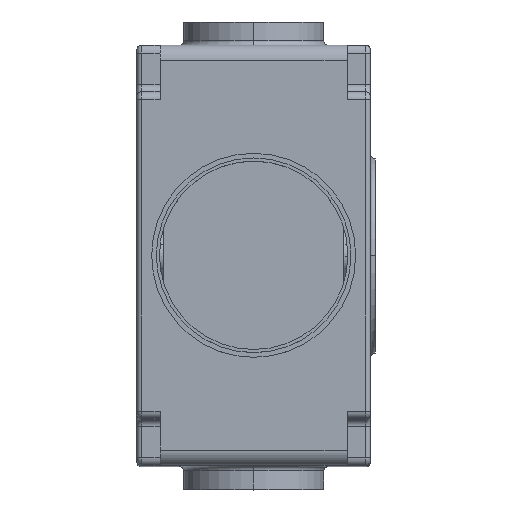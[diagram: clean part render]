
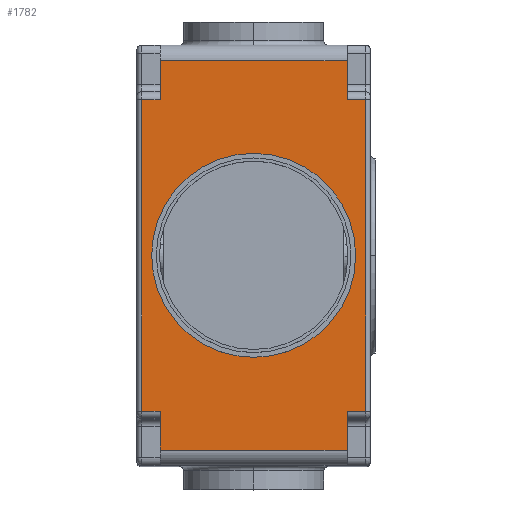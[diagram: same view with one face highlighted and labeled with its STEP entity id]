
A CAD part, top view. The second image highlights one B-rep face of the part: STEP entity #1782.
In plain terms, the highlighted planar face has unit normal (0, 0, 1).
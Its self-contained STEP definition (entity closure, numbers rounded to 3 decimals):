
#1724 = ORIENTED_EDGE ( 'NONE', *, *, #1725, .T. ) ;
#1725 = EDGE_CURVE ( 'NONE', #1805, #1726, #5098, .T. ) ;
#1726 = VERTEX_POINT ( 'NONE', #5094 ) ;
#1727 = ORIENTED_EDGE ( 'NONE', *, *, #1728, .T. ) ;
#1728 = EDGE_CURVE ( 'NONE', #1784, #1785, #5093, .T. ) ;
#1729 = EDGE_CURVE ( 'NONE', #2086, #2089, #5089, .T. ) ;
#1731 = ORIENTED_EDGE ( 'NONE', *, *, #1729, .T. ) ;
#1765 = EDGE_CURVE ( 'NONE', #1784, #1834, #5193, .T. ) ;
#1766 = ORIENTED_EDGE ( 'NONE', *, *, #1842, .T. ) ;
#1769 = ORIENTED_EDGE ( 'NONE', *, *, #1765, .F. ) ;
#1775 = EDGE_LOOP ( 'NONE', ( #1727, #1786, #1788, #1807, #1799, #1803, #1724, #1776, #1797, #1781, #1766, #1769 ) ) ;
#1776 = ORIENTED_EDGE ( 'NONE', *, *, #1795, .T. ) ;
#1778 = EDGE_CURVE ( 'NONE', #1785, #1779, #5179, .T. ) ;
#1779 = VERTEX_POINT ( 'NONE', #5175 ) ;
#1780 = VERTEX_POINT ( 'NONE', #5174 ) ;
#1781 = ORIENTED_EDGE ( 'NONE', *, *, #1851, .F. ) ;
#1782 = ADVANCED_FACE ( 'NONE', ( #5173, #5172 ), #5170, .F. ) ;
#1783 = EDGE_LOOP ( 'NONE', ( #1808, #1731 ) ) ;
#1784 = VERTEX_POINT ( 'NONE', #5230 ) ;
#1785 = VERTEX_POINT ( 'NONE', #5229 ) ;
#1786 = ORIENTED_EDGE ( 'NONE', *, *, #1778, .T. ) ;
#1788 = ORIENTED_EDGE ( 'NONE', *, *, #1789, .T. ) ;
#1789 = EDGE_CURVE ( 'NONE', #1779, #1806, #5224, .T. ) ;
#1791 = EDGE_CURVE ( 'NONE', #1792, #1806, #5216, .T. ) ;
#1792 = VERTEX_POINT ( 'NONE', #5212 ) ;
#1795 = EDGE_CURVE ( 'NONE', #1726, #1796, #5206, .T. ) ;
#1796 = VERTEX_POINT ( 'NONE', #5202 ) ;
#1797 = ORIENTED_EDGE ( 'NONE', *, *, #1798, .T. ) ;
#1798 = EDGE_CURVE ( 'NONE', #1796, #1780, #5265, .T. ) ;
#1799 = ORIENTED_EDGE ( 'NONE', *, *, #1800, .T. ) ;
#1800 = EDGE_CURVE ( 'NONE', #1792, #1801, #5261, .T. ) ;
#1801 = VERTEX_POINT ( 'NONE', #5257 ) ;
#1803 = ORIENTED_EDGE ( 'NONE', *, *, #1804, .F. ) ;
#1804 = EDGE_CURVE ( 'NONE', #1805, #1801, #5256, .T. ) ;
#1805 = VERTEX_POINT ( 'NONE', #5252 ) ;
#1806 = VERTEX_POINT ( 'NONE', #5251 ) ;
#1807 = ORIENTED_EDGE ( 'NONE', *, *, #1791, .F. ) ;
#1808 = ORIENTED_EDGE ( 'NONE', *, *, #2088, .T. ) ;
#1820 = VERTEX_POINT ( 'NONE', #5293 ) ;
#1834 = VERTEX_POINT ( 'NONE', #5268 ) ;
#1842 = EDGE_CURVE ( 'NONE', #1820, #1834, #5314, .T. ) ;
#1851 = EDGE_CURVE ( 'NONE', #1820, #1780, #5301, .T. ) ;
#2086 = VERTEX_POINT ( 'NONE', #5853 ) ;
#2088 = EDGE_CURVE ( 'NONE', #2089, #2086, #5852, .T. ) ;
#2089 = VERTEX_POINT ( 'NONE', #5846 ) ;
#5085 = DIRECTION ( 'NONE',  ( -1., 0., 0. ) ) ;
#5086 = DIRECTION ( 'NONE',  ( 0., 0., -1. ) ) ;
#5087 = CARTESIAN_POINT ( 'NONE',  ( 0., 0., 217.5 ) ) ;
#5088 = AXIS2_PLACEMENT_3D ( 'NONE', #5087, #5086, #5085 ) ;
#5089 = CIRCLE ( 'NONE', #5088, 62.5 ) ;
#5090 = DIRECTION ( 'NONE',  ( -1., 0., 0. ) ) ;
#5091 = VECTOR ( 'NONE', #5090, 1000. ) ;
#5092 = CARTESIAN_POINT ( 'NONE',  ( 75., 100., 217.5 ) ) ;
#5093 = LINE ( 'NONE', #5092, #5091 ) ;
#5094 = CARTESIAN_POINT ( 'NONE',  ( 72., -100., 217.5 ) ) ;
#5095 = DIRECTION ( 'NONE',  ( 1., 0., 0. ) ) ;
#5096 = VECTOR ( 'NONE', #5095, 1000. ) ;
#5097 = CARTESIAN_POINT ( 'NONE',  ( 75., -100., 217.5 ) ) ;
#5098 = LINE ( 'NONE', #5097, #5096 ) ;
#5170 = PLANE ( 'NONE',  #5233 ) ;
#5171 = CARTESIAN_POINT ( 'NONE',  ( 75., 135., 217.5 ) ) ;
#5172 = FACE_OUTER_BOUND ( 'NONE', #1775, .T. ) ;
#5173 = FACE_BOUND ( 'NONE', #1783, .T. ) ;
#5174 = CARTESIAN_POINT ( 'NONE',  ( 60., 100., 217.5 ) ) ;
#5175 = CARTESIAN_POINT ( 'NONE',  ( -72., -100., 217.5 ) ) ;
#5176 = DIRECTION ( 'NONE',  ( 0., -1., 0. ) ) ;
#5177 = VECTOR ( 'NONE', #5176, 1000. ) ;
#5178 = CARTESIAN_POINT ( 'NONE',  ( -72., 135., 217.5 ) ) ;
#5179 = LINE ( 'NONE', #5178, #5177 ) ;
#5190 = DIRECTION ( 'NONE',  ( 0., 1., 0. ) ) ;
#5191 = VECTOR ( 'NONE', #5190, 1000. ) ;
#5192 = CARTESIAN_POINT ( 'NONE',  ( -60., 135., 217.5 ) ) ;
#5193 = LINE ( 'NONE', #5192, #5191 ) ;
#5202 = CARTESIAN_POINT ( 'NONE',  ( 72., 100., 217.5 ) ) ;
#5203 = DIRECTION ( 'NONE',  ( 0., 1., 0. ) ) ;
#5204 = VECTOR ( 'NONE', #5203, 1000. ) ;
#5205 = CARTESIAN_POINT ( 'NONE',  ( 72., 100., 217.5 ) ) ;
#5206 = LINE ( 'NONE', #5205, #5204 ) ;
#5212 = CARTESIAN_POINT ( 'NONE',  ( -60., -125., 217.5 ) ) ;
#5213 = DIRECTION ( 'NONE',  ( 0., 1., 0. ) ) ;
#5214 = VECTOR ( 'NONE', #5213, 1000. ) ;
#5215 = CARTESIAN_POINT ( 'NONE',  ( -60., -135., 217.5 ) ) ;
#5216 = LINE ( 'NONE', #5215, #5214 ) ;
#5221 = DIRECTION ( 'NONE',  ( 1., 0., 0. ) ) ;
#5222 = VECTOR ( 'NONE', #5221, 1000. ) ;
#5223 = CARTESIAN_POINT ( 'NONE',  ( 75., -100., 217.5 ) ) ;
#5224 = LINE ( 'NONE', #5223, #5222 ) ;
#5229 = CARTESIAN_POINT ( 'NONE',  ( -72., 100., 217.5 ) ) ;
#5230 = CARTESIAN_POINT ( 'NONE',  ( -60., 100., 217.5 ) ) ;
#5231 = DIRECTION ( 'NONE',  ( 0., 1., 0. ) ) ;
#5232 = DIRECTION ( 'NONE',  ( 0., 0., -1. ) ) ;
#5233 = AXIS2_PLACEMENT_3D ( 'NONE', #5171, #5232, #5231 ) ;
#5251 = CARTESIAN_POINT ( 'NONE',  ( -60., -100., 217.5 ) ) ;
#5252 = CARTESIAN_POINT ( 'NONE',  ( 60., -100., 217.5 ) ) ;
#5253 = DIRECTION ( 'NONE',  ( 0., -1., 0. ) ) ;
#5254 = VECTOR ( 'NONE', #5253, 1000. ) ;
#5255 = CARTESIAN_POINT ( 'NONE',  ( 60., -135., 217.5 ) ) ;
#5256 = LINE ( 'NONE', #5255, #5254 ) ;
#5257 = CARTESIAN_POINT ( 'NONE',  ( 60., -125., 217.5 ) ) ;
#5258 = DIRECTION ( 'NONE',  ( 1., 0., 0. ) ) ;
#5259 = VECTOR ( 'NONE', #5258, 1000. ) ;
#5260 = CARTESIAN_POINT ( 'NONE',  ( 75., -125., 217.5 ) ) ;
#5261 = LINE ( 'NONE', #5260, #5259 ) ;
#5262 = DIRECTION ( 'NONE',  ( -1., 0., 0. ) ) ;
#5263 = VECTOR ( 'NONE', #5262, 1000. ) ;
#5264 = CARTESIAN_POINT ( 'NONE',  ( 75., 100., 217.5 ) ) ;
#5265 = LINE ( 'NONE', #5264, #5263 ) ;
#5268 = CARTESIAN_POINT ( 'NONE',  ( -60., 125., 217.5 ) ) ;
#5293 = CARTESIAN_POINT ( 'NONE',  ( 60., 125., 217.5 ) ) ;
#5299 = CARTESIAN_POINT ( 'NONE',  ( 60., 135., 217.5 ) ) ;
#5301 = LINE ( 'NONE', #5299, #5365 ) ;
#5311 = DIRECTION ( 'NONE',  ( -1., 0., 0. ) ) ;
#5312 = VECTOR ( 'NONE', #5311, 1000. ) ;
#5313 = CARTESIAN_POINT ( 'NONE',  ( 75., 125., 217.5 ) ) ;
#5314 = LINE ( 'NONE', #5313, #5312 ) ;
#5364 = DIRECTION ( 'NONE',  ( 0., -1., 0. ) ) ;
#5365 = VECTOR ( 'NONE', #5364, 1000. ) ;
#5846 = CARTESIAN_POINT ( 'NONE',  ( -62.5, 0., 217.5 ) ) ;
#5847 = DIRECTION ( 'NONE',  ( -1., 0., 0. ) ) ;
#5849 = DIRECTION ( 'NONE',  ( 0., 0., -1. ) ) ;
#5850 = CARTESIAN_POINT ( 'NONE',  ( 0., 0., 217.5 ) ) ;
#5851 = AXIS2_PLACEMENT_3D ( 'NONE', #5850, #5849, #5847 ) ;
#5852 = CIRCLE ( 'NONE', #5851, 62.5 ) ;
#5853 = CARTESIAN_POINT ( 'NONE',  ( 62.5, 0., 217.5 ) ) ;
